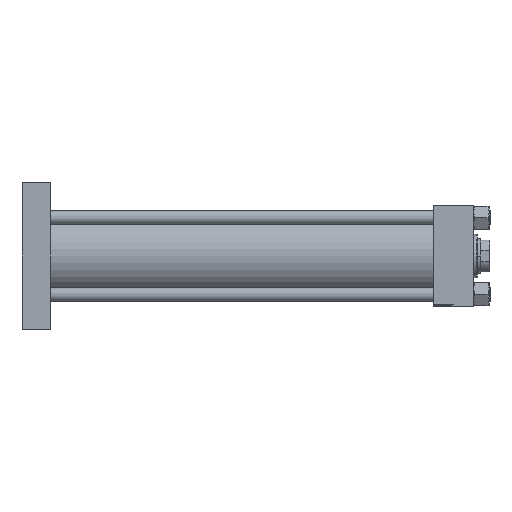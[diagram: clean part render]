
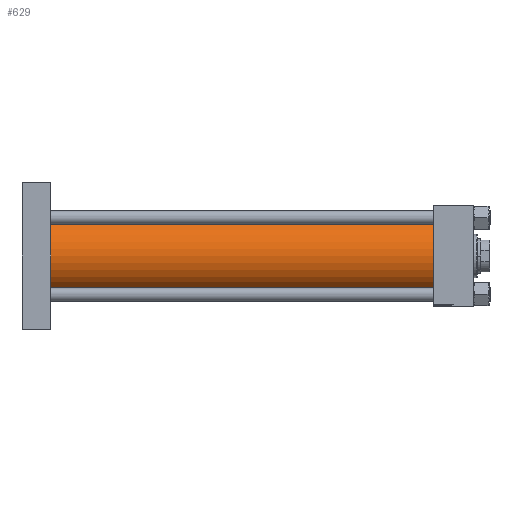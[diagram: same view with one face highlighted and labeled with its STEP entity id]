
A CAD part, front view. The second image highlights one B-rep face of the part: STEP entity #629.
In plain terms, the highlighted cylindrical face has radius 83 mm (diameter 166 mm), a partial arc.
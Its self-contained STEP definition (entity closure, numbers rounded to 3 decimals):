
#629 = ADVANCED_FACE ( 'NONE', ( #8120 ), #27862, .T. ) ;
#5582 = CIRCLE ( 'NONE', #24387, 83. ) ;
#7745 = DIRECTION ( 'NONE',  ( 0., 0., -1. ) ) ;
#8120 = FACE_OUTER_BOUND ( 'NONE', #48326, .T. ) ;
#9390 = DIRECTION ( 'NONE',  ( -1., 0., 0. ) ) ;
#13516 = CARTESIAN_POINT ( 'NONE',  ( 830., 0., 83. ) ) ;
#14493 = EDGE_CURVE ( 'NONE', #14976, #28601, #44493, .T. ) ;
#14976 = VERTEX_POINT ( 'NONE', #23382 ) ;
#15235 = CIRCLE ( 'NONE', #29164, 83. ) ;
#15324 = DIRECTION ( 'NONE',  ( 0., 0., 1. ) ) ;
#16772 = AXIS2_PLACEMENT_3D ( 'NONE', #23261, #42987, #15324 ) ;
#17699 = ORIENTED_EDGE ( 'NONE', *, *, #43751, .T. ) ;
#18801 = CARTESIAN_POINT ( 'NONE',  ( 830., 0., 0. ) ) ;
#19291 = VERTEX_POINT ( 'NONE', #36563 ) ;
#21277 = ORIENTED_EDGE ( 'NONE', *, *, #41656, .F. ) ;
#21873 = DIRECTION ( 'NONE',  ( 0., 0., 1. ) ) ;
#22390 = DIRECTION ( 'NONE',  ( 1., 0., 0. ) ) ;
#23261 = CARTESIAN_POINT ( 'NONE',  ( 830., 0., 0. ) ) ;
#23382 = CARTESIAN_POINT ( 'NONE',  ( 830., 0., -83. ) ) ;
#24387 = AXIS2_PLACEMENT_3D ( 'NONE', #18801, #50306, #7745 ) ;
#25521 = CARTESIAN_POINT ( 'NONE',  ( 830., 0., -83. ) ) ;
#27438 = DIRECTION ( 'NONE',  ( -1., 0., 0. ) ) ;
#27862 = CYLINDRICAL_SURFACE ( 'NONE', #16772, 83. ) ;
#28601 = VERTEX_POINT ( 'NONE', #40864 ) ;
#29164 = AXIS2_PLACEMENT_3D ( 'NONE', #41872, #22390, #21873 ) ;
#31496 = ORIENTED_EDGE ( 'NONE', *, *, #33051, .T. ) ;
#33051 = EDGE_CURVE ( 'NONE', #19291, #28601, #15235, .T. ) ;
#34850 = VERTEX_POINT ( 'NONE', #13516 ) ;
#35830 = ORIENTED_EDGE ( 'NONE', *, *, #14493, .F. ) ;
#36563 = CARTESIAN_POINT ( 'NONE',  ( 58., 0., 83. ) ) ;
#38430 = VECTOR ( 'NONE', #27438, 1000. ) ;
#38979 = LINE ( 'NONE', #46166, #38430 ) ;
#40864 = CARTESIAN_POINT ( 'NONE',  ( 58., 0., -83. ) ) ;
#41656 = EDGE_CURVE ( 'NONE', #34850, #14976, #5582, .T. ) ;
#41872 = CARTESIAN_POINT ( 'NONE',  ( 58., 0., 0. ) ) ;
#42987 = DIRECTION ( 'NONE',  ( -1., 0., 0. ) ) ;
#43751 = EDGE_CURVE ( 'NONE', #34850, #19291, #38979, .T. ) ;
#44493 = LINE ( 'NONE', #25521, #46590 ) ;
#46166 = CARTESIAN_POINT ( 'NONE',  ( 830., 0., 83. ) ) ;
#46590 = VECTOR ( 'NONE', #9390, 1000. ) ;
#48326 = EDGE_LOOP ( 'NONE', ( #35830, #21277, #17699, #31496 ) ) ;
#50306 = DIRECTION ( 'NONE',  ( 1., 0., 0. ) ) ;
